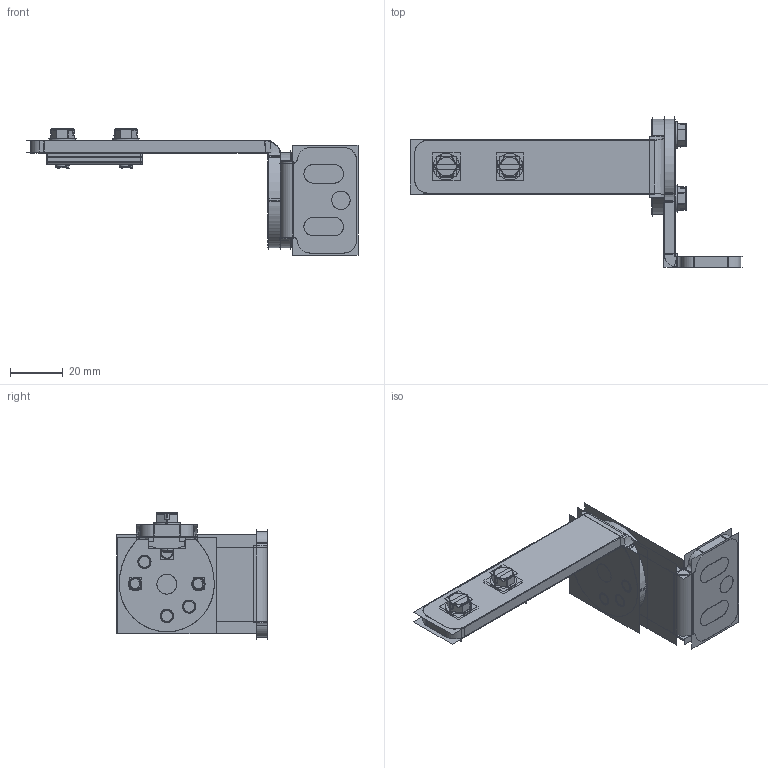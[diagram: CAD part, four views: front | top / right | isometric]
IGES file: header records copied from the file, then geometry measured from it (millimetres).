
Start section:  PTC IGES file: 181245.igs
Global section: file name: 181245.igs; native system: Creo Parametric by Parametric Technology Corporation; preprocessor: 2013230; author: pdmadmin; organization: Unknown; date: 20150818.162407; units: millimetre
Bounding box: 125.76 x 57.13 x 47.85 mm (x, y, z)
Volume: 23381 mm3; surface area: 86726.4 mm2
Topology: 7 solids, 15 shells, 948 faces, 4998 edges, 6354 vertices
Faces by surface type: bspline 504, revolution 444
